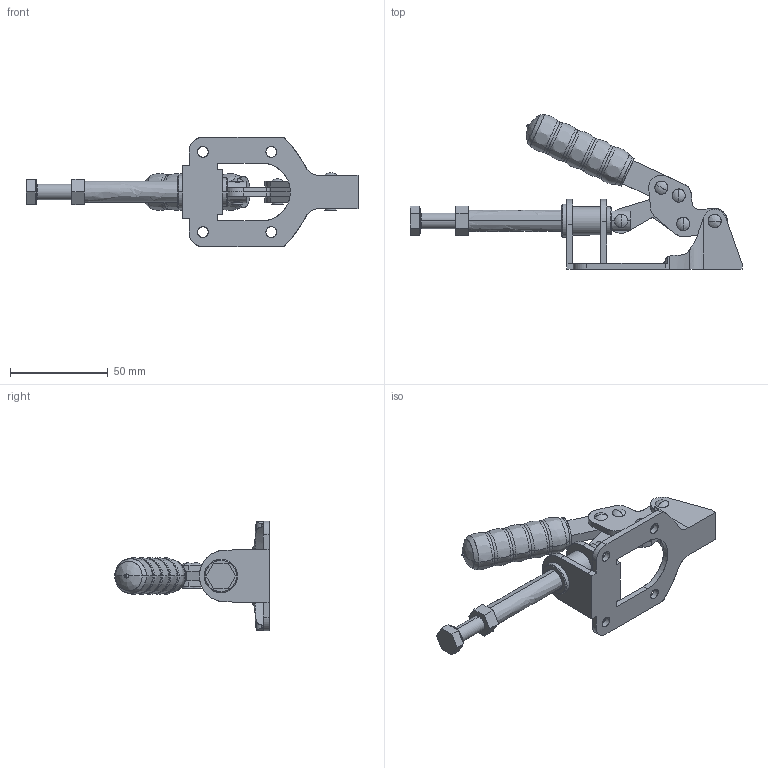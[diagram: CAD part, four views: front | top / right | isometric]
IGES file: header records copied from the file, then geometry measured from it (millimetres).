
Start section: SolidWorks IGES file using analytic representation for surfaces
Global section: file name: GH-302-FMSS.IGS; native system: SolidWorks 2016; preprocessor: SolidWorks 2016; author: user; date: 241206.164737; units: millimetre
Bounding box: 169.7 x 79.04 x 56 mm (x, y, z)
Surface area: 28261.8 mm2 (no closed solid volume)
Topology: 0 solids, 0 shells, 686 faces, 8427 edges, 8419 vertices
Faces by surface type: bspline 541, revolution 145
